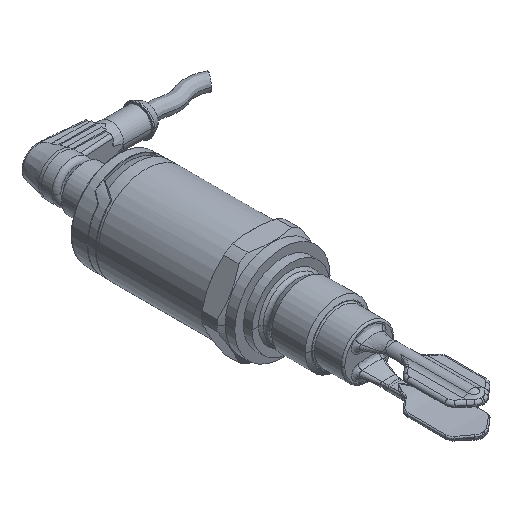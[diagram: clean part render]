
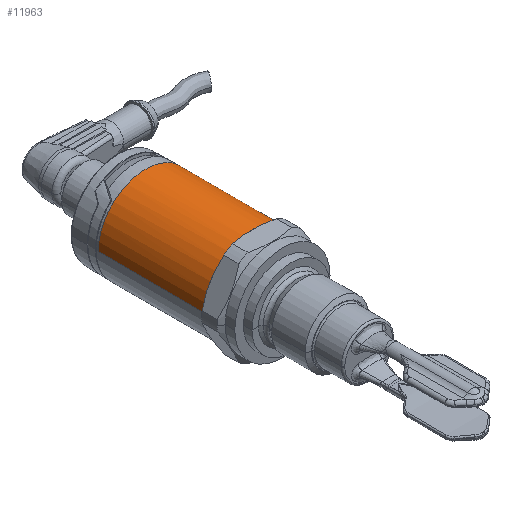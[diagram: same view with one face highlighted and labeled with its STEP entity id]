
A CAD part, isometric view. The second image highlights one B-rep face of the part: STEP entity #11963.
In plain terms, the highlighted cylindrical face has radius 15.75 mm (diameter 31.5 mm), a partial arc.
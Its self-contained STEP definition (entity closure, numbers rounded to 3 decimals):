
#463=CARTESIAN_POINT('',(0.,31.9,0.));
#464=DIRECTION('',(0.,1.,0.));
#465=DIRECTION('',(-1.,0.,0.));
#466=AXIS2_PLACEMENT_3D('',#463,#464,#465);
#669=CARTESIAN_POINT('',(0.,66.9,0.));
#670=DIRECTION('',(0.,1.,0.));
#671=DIRECTION('',(1.,0.,0.));
#672=AXIS2_PLACEMENT_3D('',#669,#670,#671);
#674=CARTESIAN_POINT('',(10.946,66.9,-11.325));
#675=CARTESIAN_POINT('',(10.902,66.976,-11.367));
#676=CARTESIAN_POINT('',(10.813,67.129,-11.452));
#677=CARTESIAN_POINT('',(10.679,67.363,-11.579));
#678=CARTESIAN_POINT('',(10.586,67.521,-11.659));
#679=CARTESIAN_POINT('',(10.54,67.6,-11.7));
#741=CARTESIAN_POINT('',(10.54,67.6,11.7));
#742=CARTESIAN_POINT('',(10.586,67.521,11.659));
#743=CARTESIAN_POINT('',(10.679,67.363,11.579));
#744=CARTESIAN_POINT('',(10.813,67.13,11.452));
#745=CARTESIAN_POINT('',(10.902,66.976,11.367));
#746=CARTESIAN_POINT('',(10.946,66.9,11.325));
#748=CARTESIAN_POINT('',(0.,66.9,0.));
#749=DIRECTION('',(0.,-1.,0.));
#750=DIRECTION('',(0.695,0.,0.719));
#751=AXIS2_PLACEMENT_3D('',#748,#749,#750);
#753=DIRECTION('',(0.,-1.,0.));
#754=VECTOR('',#753,35.);
#755=CARTESIAN_POINT('',(15.75,66.9,0.));
#756=LINE('',#755,#754);
#757=DIRECTION('',(0.,1.,0.));
#758=VECTOR('',#757,35.);
#759=CARTESIAN_POINT('',(-15.75,31.9,0.));
#760=LINE('',#759,#758);
#774=CARTESIAN_POINT('',(0.,67.6,0.));
#775=DIRECTION('',(0.,-1.,0.));
#776=DIRECTION('',(0.669,0.,-0.743));
#777=AXIS2_PLACEMENT_3D('',#774,#775,#776);
#9771=CARTESIAN_POINT('',(-15.75,31.9,0.));
#9772=VERTEX_POINT('',#9771);
#9773=CARTESIAN_POINT('',(15.75,31.9,0.));
#9774=VERTEX_POINT('',#9773);
#10453=CARTESIAN_POINT('',(10.54,67.6,11.7));
#10455=VERTEX_POINT('',#10453);
#10490=CARTESIAN_POINT('',(10.54,67.6,
-11.7));
#10491=VERTEX_POINT('',#10490);
#10868=CARTESIAN_POINT('',(10.946,66.9,11.325));
#10869=CARTESIAN_POINT('',(-15.75,66.9,0.));
#10870=VERTEX_POINT('',#10868);
#10871=VERTEX_POINT('',#10869);
#10872=CARTESIAN_POINT('',(15.75,66.9,0.));
#10873=CARTESIAN_POINT('',(10.946,66.9,-11.325));
#10874=VERTEX_POINT('',#10872);
#10875=VERTEX_POINT('',#10873);
#11947=CARTESIAN_POINT('',(0.,33.4,0.));
#11948=DIRECTION('',(0.,-1.,0.));
#11949=DIRECTION('',(-1.,0.,0.));
#11950=AXIS2_PLACEMENT_3D('',#11947,#11948,#11949);
#11951=CYLINDRICAL_SURFACE('',#11950,15.75);
#11952=ORIENTED_EDGE('',*,*,#11930,.F.);
#11953=ORIENTED_EDGE('',*,*,#11928,.F.);
#11955=ORIENTED_EDGE('',*,*,#11954,.F.);
#11956=ORIENTED_EDGE('',*,*,#11912,.F.);
#11957=ORIENTED_EDGE('',*,*,#11910,.F.);
#11958=ORIENTED_EDGE('',*,*,#11935,.T.);
#11959=ORIENTED_EDGE('',*,*,#11703,.F.);
#11960=ORIENTED_EDGE('',*,*,#11932,.T.);
#11961=EDGE_LOOP('',(#11952,#11953,#11955,#11956,#11957,#11958,#11959,#11960));
#11962=FACE_OUTER_BOUND('',#11961,.F.);
#11963=ADVANCED_FACE('',(#11962),#11951,.T.);
#467=CIRCLE('',#466,15.75);
#673=CIRCLE('',#672,15.75);
#680=B_SPLINE_CURVE_WITH_KNOTS('',3,(#674,#675,#676,#677,#678,#679),
.UNSPECIFIED.,.F.,.F.,(4,1,1,4),(0.,0.333,0.667,1.),
.UNSPECIFIED.);
#747=B_SPLINE_CURVE_WITH_KNOTS('',3,(#741,#742,#743,#744,#745,#746),
.UNSPECIFIED.,.F.,.F.,(4,1,1,4),(0.,0.333,0.667,1.),
.UNSPECIFIED.);
#752=CIRCLE('',#751,15.75);
#778=CIRCLE('',#777,15.75);
#11703=EDGE_CURVE('',#9772,#9774,#467,.T.);
#11910=EDGE_CURVE('',#10874,#10875,#673,.T.);
#11912=EDGE_CURVE('',#10875,#10491,#680,.T.);
#11928=EDGE_CURVE('',#10455,#10870,#747,.T.);
#11930=EDGE_CURVE('',#10870,#10871,#752,.T.);
#11932=EDGE_CURVE('',#9772,#10871,#760,.T.);
#11935=EDGE_CURVE('',#10874,#9774,#756,.T.);
#11954=EDGE_CURVE('',#10491,#10455,#778,.T.);
